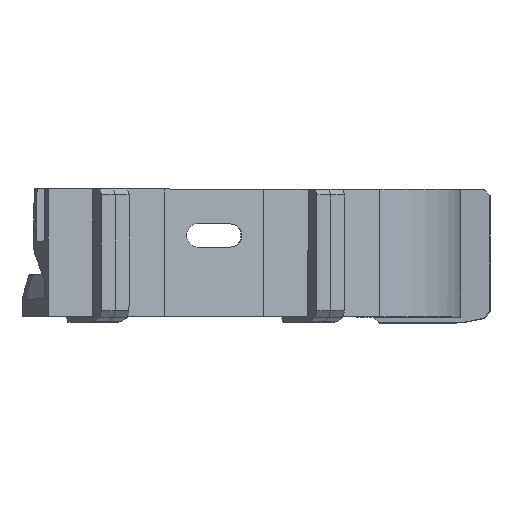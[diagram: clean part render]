
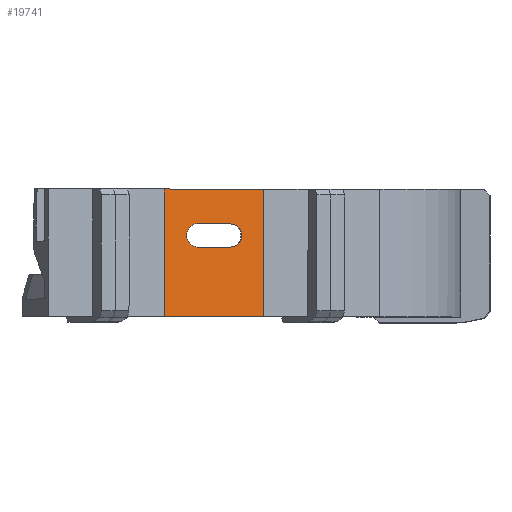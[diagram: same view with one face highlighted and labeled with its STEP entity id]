
A CAD part, left-side view. The second image highlights one B-rep face of the part: STEP entity #19741.
In plain terms, the highlighted face is planar.
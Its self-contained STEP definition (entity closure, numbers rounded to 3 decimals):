
#19465 = VERTEX_POINT('',#19466);
#19466 = CARTESIAN_POINT('',(3.,0.,16.));
#19473 = CYLINDRICAL_SURFACE('',#19474,2.);
#19474 = AXIS2_PLACEMENT_3D('',#19475,#19476,#19477);
#19475 = CARTESIAN_POINT('',(3.,24.,14.));
#19476 = DIRECTION('',(-0.,1.,0.));
#19477 = DIRECTION('',(0.,0.,-1.));
#19485 = PLANE('',#19486);
#19486 = AXIS2_PLACEMENT_3D('',#19487,#19488,#19489);
#19487 = CARTESIAN_POINT('',(3.,24.,16.));
#19488 = DIRECTION('',(0.,0.,-1.));
#19489 = DIRECTION('',(-1.,0.,-0.));
#19527 = VERTEX_POINT('',#19528);
#19528 = CARTESIAN_POINT('',(3.,0.,12.));
#19542 = PLANE('',#19543);
#19543 = AXIS2_PLACEMENT_3D('',#19544,#19545,#19546);
#19544 = CARTESIAN_POINT('',(-3.,24.,12.));
#19545 = DIRECTION('',(0.,0.,1.));
#19546 = DIRECTION('',(1.,0.,0.));
#19554 = EDGE_CURVE('',#19465,#19527,#19555,.T.);
#19555 = SURFACE_CURVE('',#19556,(#19561,#19568),.PCURVE_S1.);
#19556 = CIRCLE('',#19557,2.);
#19557 = AXIS2_PLACEMENT_3D('',#19558,#19559,#19560);
#19558 = CARTESIAN_POINT('',(3.,0.,14.));
#19559 = DIRECTION('',(0.,1.,0.));
#19560 = DIRECTION('',(0.,0.,-1.));
#19561 = PCURVE('',#19473,#19562);
#19562 = DEFINITIONAL_REPRESENTATION('',(#19563),#19567);
#19563 = LINE('',#19564,#19565);
#19564 = CARTESIAN_POINT('',(-6.283,-24.));
#19565 = VECTOR('',#19566,1.);
#19566 = DIRECTION('',(1.,-0.));
#19567 = ( GEOMETRIC_REPRESENTATION_CONTEXT(2) 
PARAMETRIC_REPRESENTATION_CONTEXT() REPRESENTATION_CONTEXT('2D SPACE',''
  ) );
#19568 = PCURVE('',#19569,#19574);
#19569 = PLANE('',#19570);
#19570 = AXIS2_PLACEMENT_3D('',#19571,#19572,#19573);
#19571 = CARTESIAN_POINT('',(0.,0.,0.));
#19572 = DIRECTION('',(0.,1.,-0.));
#19573 = DIRECTION('',(0.,0.,1.));
#19574 = DEFINITIONAL_REPRESENTATION('',(#19575),#19579);
#19575 = CIRCLE('',#19576,2.);
#19576 = AXIS2_PLACEMENT_2D('',#19577,#19578);
#19577 = CARTESIAN_POINT('',(14.,3.));
#19578 = DIRECTION('',(-1.,0.));
#19579 = ( GEOMETRIC_REPRESENTATION_CONTEXT(2) 
PARAMETRIC_REPRESENTATION_CONTEXT() REPRESENTATION_CONTEXT('2D SPACE',''
  ) );
#19587 = VERTEX_POINT('',#19588);
#19588 = CARTESIAN_POINT('',(-3.,0.,16.));
#19602 = CYLINDRICAL_SURFACE('',#19603,2.);
#19603 = AXIS2_PLACEMENT_3D('',#19604,#19605,#19606);
#19604 = CARTESIAN_POINT('',(-3.,24.,14.));
#19605 = DIRECTION('',(-0.,1.,0.));
#19606 = DIRECTION('',(0.,0.,1.));
#19641 = EDGE_CURVE('',#19465,#19587,#19642,.T.);
#19642 = SURFACE_CURVE('',#19643,(#19647,#19653),.PCURVE_S1.);
#19643 = LINE('',#19644,#19645);
#19644 = CARTESIAN_POINT('',(1.5,0.,16.));
#19645 = VECTOR('',#19646,1.);
#19646 = DIRECTION('',(-1.,0.,0.));
#19647 = PCURVE('',#19485,#19648);
#19648 = DEFINITIONAL_REPRESENTATION('',(#19649),#19652);
#19649 = B_SPLINE_CURVE_WITH_KNOTS('',1,(#19650,#19651),.UNSPECIFIED.,
  .F.,.F.,(2,2),(-1.5,4.5),.PIECEWISE_BEZIER_KNOTS.);
#19650 = CARTESIAN_POINT('',(0.,-24.));
#19651 = CARTESIAN_POINT('',(6.,-24.));
#19652 = ( GEOMETRIC_REPRESENTATION_CONTEXT(2) 
PARAMETRIC_REPRESENTATION_CONTEXT() REPRESENTATION_CONTEXT('2D SPACE',''
  ) );
#19653 = PCURVE('',#19569,#19654);
#19654 = DEFINITIONAL_REPRESENTATION('',(#19655),#19658);
#19655 = B_SPLINE_CURVE_WITH_KNOTS('',1,(#19656,#19657),.UNSPECIFIED.,
  .F.,.F.,(2,2),(-1.5,4.5),.PIECEWISE_BEZIER_KNOTS.);
#19656 = CARTESIAN_POINT('',(16.,3.));
#19657 = CARTESIAN_POINT('',(16.,-3.));
#19658 = ( GEOMETRIC_REPRESENTATION_CONTEXT(2) 
PARAMETRIC_REPRESENTATION_CONTEXT() REPRESENTATION_CONTEXT('2D SPACE',''
  ) );
#19741 = ADVANCED_FACE('',(#19742,#19856),#19569,.F.);
#19742 = FACE_BOUND('',#19743,.F.);
#19743 = EDGE_LOOP('',(#19744,#19774,#19802,#19830));
#19744 = ORIENTED_EDGE('',*,*,#19745,.F.);
#19745 = EDGE_CURVE('',#19746,#19748,#19750,.T.);
#19746 = VERTEX_POINT('',#19747);
#19747 = CARTESIAN_POINT('',(-9.,0.,0.));
#19748 = VERTEX_POINT('',#19749);
#19749 = CARTESIAN_POINT('',(9.,0.,0.));
#19750 = SURFACE_CURVE('',#19751,(#19755,#19762),.PCURVE_S1.);
#19751 = LINE('',#19752,#19753);
#19752 = CARTESIAN_POINT('',(-9.,0.,0.));
#19753 = VECTOR('',#19754,1.);
#19754 = DIRECTION('',(1.,0.,0.));
#19755 = PCURVE('',#19569,#19756);
#19756 = DEFINITIONAL_REPRESENTATION('',(#19757),#19761);
#19757 = LINE('',#19758,#19759);
#19758 = CARTESIAN_POINT('',(0.,-9.));
#19759 = VECTOR('',#19760,1.);
#19760 = DIRECTION('',(0.,1.));
#19761 = ( GEOMETRIC_REPRESENTATION_CONTEXT(2) 
PARAMETRIC_REPRESENTATION_CONTEXT() REPRESENTATION_CONTEXT('2D SPACE',''
  ) );
#19762 = PCURVE('',#19763,#19768);
#19763 = PLANE('',#19764);
#19764 = AXIS2_PLACEMENT_3D('',#19765,#19766,#19767);
#19765 = CARTESIAN_POINT('',(0.,15.,0.));
#19766 = DIRECTION('',(0.,0.,1.));
#19767 = DIRECTION('',(0.,-1.,0.));
#19768 = DEFINITIONAL_REPRESENTATION('',(#19769),#19773);
#19769 = LINE('',#19770,#19771);
#19770 = CARTESIAN_POINT('',(15.,-9.));
#19771 = VECTOR('',#19772,1.);
#19772 = DIRECTION('',(0.,1.));
#19773 = ( GEOMETRIC_REPRESENTATION_CONTEXT(2) 
PARAMETRIC_REPRESENTATION_CONTEXT() REPRESENTATION_CONTEXT('2D SPACE',''
  ) );
#19774 = ORIENTED_EDGE('',*,*,#19775,.T.);
#19775 = EDGE_CURVE('',#19746,#19776,#19778,.T.);
#19776 = VERTEX_POINT('',#19777);
#19777 = CARTESIAN_POINT('',(-9.,0.,22.));
#19778 = SURFACE_CURVE('',#19779,(#19783,#19790),.PCURVE_S1.);
#19779 = LINE('',#19780,#19781);
#19780 = CARTESIAN_POINT('',(-9.,0.,0.));
#19781 = VECTOR('',#19782,1.);
#19782 = DIRECTION('',(0.,0.,1.));
#19783 = PCURVE('',#19569,#19784);
#19784 = DEFINITIONAL_REPRESENTATION('',(#19785),#19789);
#19785 = LINE('',#19786,#19787);
#19786 = CARTESIAN_POINT('',(0.,-9.));
#19787 = VECTOR('',#19788,1.);
#19788 = DIRECTION('',(1.,0.));
#19789 = ( GEOMETRIC_REPRESENTATION_CONTEXT(2) 
PARAMETRIC_REPRESENTATION_CONTEXT() REPRESENTATION_CONTEXT('2D SPACE',''
  ) );
#19790 = PCURVE('',#19791,#19796);
#19791 = PLANE('',#19792);
#19792 = AXIS2_PLACEMENT_3D('',#19793,#19794,#19795);
#19793 = CARTESIAN_POINT('',(-9.,4.162,7.662));
#19794 = DIRECTION('',(-1.,0.,0.));
#19795 = DIRECTION('',(0.,0.,1.));
#19796 = DEFINITIONAL_REPRESENTATION('',(#19797),#19801);
#19797 = LINE('',#19798,#19799);
#19798 = CARTESIAN_POINT('',(-7.662,-4.162));
#19799 = VECTOR('',#19800,1.);
#19800 = DIRECTION('',(1.,0.));
#19801 = ( GEOMETRIC_REPRESENTATION_CONTEXT(2) 
PARAMETRIC_REPRESENTATION_CONTEXT() REPRESENTATION_CONTEXT('2D SPACE',''
  ) );
#19802 = ORIENTED_EDGE('',*,*,#19803,.F.);
#19803 = EDGE_CURVE('',#19804,#19776,#19806,.T.);
#19804 = VERTEX_POINT('',#19805);
#19805 = CARTESIAN_POINT('',(9.,0.,22.));
#19806 = SURFACE_CURVE('',#19807,(#19811,#19818),.PCURVE_S1.);
#19807 = LINE('',#19808,#19809);
#19808 = CARTESIAN_POINT('',(9.,0.,22.));
#19809 = VECTOR('',#19810,1.);
#19810 = DIRECTION('',(-1.,0.,0.));
#19811 = PCURVE('',#19569,#19812);
#19812 = DEFINITIONAL_REPRESENTATION('',(#19813),#19817);
#19813 = LINE('',#19814,#19815);
#19814 = CARTESIAN_POINT('',(22.,9.));
#19815 = VECTOR('',#19816,1.);
#19816 = DIRECTION('',(0.,-1.));
#19817 = ( GEOMETRIC_REPRESENTATION_CONTEXT(2) 
PARAMETRIC_REPRESENTATION_CONTEXT() REPRESENTATION_CONTEXT('2D SPACE',''
  ) );
#19818 = PCURVE('',#19819,#19824);
#19819 = PLANE('',#19820);
#19820 = AXIS2_PLACEMENT_3D('',#19821,#19822,#19823);
#19821 = CARTESIAN_POINT('',(0.,0.,22.));
#19822 = DIRECTION('',(0.,0.,-1.));
#19823 = DIRECTION('',(0.,1.,0.));
#19824 = DEFINITIONAL_REPRESENTATION('',(#19825),#19829);
#19825 = LINE('',#19826,#19827);
#19826 = CARTESIAN_POINT('',(0.,9.));
#19827 = VECTOR('',#19828,1.);
#19828 = DIRECTION('',(0.,-1.));
#19829 = ( GEOMETRIC_REPRESENTATION_CONTEXT(2) 
PARAMETRIC_REPRESENTATION_CONTEXT() REPRESENTATION_CONTEXT('2D SPACE',''
  ) );
#19830 = ORIENTED_EDGE('',*,*,#19831,.F.);
#19831 = EDGE_CURVE('',#19748,#19804,#19832,.T.);
#19832 = SURFACE_CURVE('',#19833,(#19837,#19844),.PCURVE_S1.);
#19833 = LINE('',#19834,#19835);
#19834 = CARTESIAN_POINT('',(9.,0.,0.));
#19835 = VECTOR('',#19836,1.);
#19836 = DIRECTION('',(0.,0.,1.));
#19837 = PCURVE('',#19569,#19838);
#19838 = DEFINITIONAL_REPRESENTATION('',(#19839),#19843);
#19839 = LINE('',#19840,#19841);
#19840 = CARTESIAN_POINT('',(0.,9.));
#19841 = VECTOR('',#19842,1.);
#19842 = DIRECTION('',(1.,0.));
#19843 = ( GEOMETRIC_REPRESENTATION_CONTEXT(2) 
PARAMETRIC_REPRESENTATION_CONTEXT() REPRESENTATION_CONTEXT('2D SPACE',''
  ) );
#19844 = PCURVE('',#19845,#19850);
#19845 = PLANE('',#19846);
#19846 = AXIS2_PLACEMENT_3D('',#19847,#19848,#19849);
#19847 = CARTESIAN_POINT('',(9.,4.162,7.662));
#19848 = DIRECTION('',(-1.,0.,0.));
#19849 = DIRECTION('',(0.,0.,1.));
#19850 = DEFINITIONAL_REPRESENTATION('',(#19851),#19855);
#19851 = LINE('',#19852,#19853);
#19852 = CARTESIAN_POINT('',(-7.662,-4.162));
#19853 = VECTOR('',#19854,1.);
#19854 = DIRECTION('',(1.,0.));
#19855 = ( GEOMETRIC_REPRESENTATION_CONTEXT(2) 
PARAMETRIC_REPRESENTATION_CONTEXT() REPRESENTATION_CONTEXT('2D SPACE',''
  ) );
#19856 = FACE_BOUND('',#19857,.F.);
#19857 = EDGE_LOOP('',(#19858,#19859,#19860,#19884));
#19858 = ORIENTED_EDGE('',*,*,#19554,.F.);
#19859 = ORIENTED_EDGE('',*,*,#19641,.T.);
#19860 = ORIENTED_EDGE('',*,*,#19861,.F.);
#19861 = EDGE_CURVE('',#19862,#19587,#19864,.T.);
#19862 = VERTEX_POINT('',#19863);
#19863 = CARTESIAN_POINT('',(-3.,0.,12.));
#19864 = SURFACE_CURVE('',#19865,(#19870,#19877),.PCURVE_S1.);
#19865 = CIRCLE('',#19866,2.);
#19866 = AXIS2_PLACEMENT_3D('',#19867,#19868,#19869);
#19867 = CARTESIAN_POINT('',(-3.,0.,14.));
#19868 = DIRECTION('',(-0.,1.,0.));
#19869 = DIRECTION('',(0.,0.,1.));
#19870 = PCURVE('',#19569,#19871);
#19871 = DEFINITIONAL_REPRESENTATION('',(#19872),#19876);
#19872 = CIRCLE('',#19873,2.);
#19873 = AXIS2_PLACEMENT_2D('',#19874,#19875);
#19874 = CARTESIAN_POINT('',(14.,-3.));
#19875 = DIRECTION('',(1.,0.));
#19876 = ( GEOMETRIC_REPRESENTATION_CONTEXT(2) 
PARAMETRIC_REPRESENTATION_CONTEXT() REPRESENTATION_CONTEXT('2D SPACE',''
  ) );
#19877 = PCURVE('',#19602,#19878);
#19878 = DEFINITIONAL_REPRESENTATION('',(#19879),#19883);
#19879 = LINE('',#19880,#19881);
#19880 = CARTESIAN_POINT('',(-6.283,-24.));
#19881 = VECTOR('',#19882,1.);
#19882 = DIRECTION('',(1.,-0.));
#19883 = ( GEOMETRIC_REPRESENTATION_CONTEXT(2) 
PARAMETRIC_REPRESENTATION_CONTEXT() REPRESENTATION_CONTEXT('2D SPACE',''
  ) );
#19884 = ORIENTED_EDGE('',*,*,#19885,.T.);
#19885 = EDGE_CURVE('',#19862,#19527,#19886,.T.);
#19886 = SURFACE_CURVE('',#19887,(#19891,#19897),.PCURVE_S1.);
#19887 = LINE('',#19888,#19889);
#19888 = CARTESIAN_POINT('',(-1.5,0.,12.));
#19889 = VECTOR('',#19890,1.);
#19890 = DIRECTION('',(1.,-0.,0.));
#19891 = PCURVE('',#19569,#19892);
#19892 = DEFINITIONAL_REPRESENTATION('',(#19893),#19896);
#19893 = B_SPLINE_CURVE_WITH_KNOTS('',1,(#19894,#19895),.UNSPECIFIED.,
  .F.,.F.,(2,2),(-1.5,4.5),.PIECEWISE_BEZIER_KNOTS.);
#19894 = CARTESIAN_POINT('',(12.,-3.));
#19895 = CARTESIAN_POINT('',(12.,3.));
#19896 = ( GEOMETRIC_REPRESENTATION_CONTEXT(2) 
PARAMETRIC_REPRESENTATION_CONTEXT() REPRESENTATION_CONTEXT('2D SPACE',''
  ) );
#19897 = PCURVE('',#19542,#19898);
#19898 = DEFINITIONAL_REPRESENTATION('',(#19899),#19902);
#19899 = B_SPLINE_CURVE_WITH_KNOTS('',1,(#19900,#19901),.UNSPECIFIED.,
  .F.,.F.,(2,2),(-1.5,4.5),.PIECEWISE_BEZIER_KNOTS.);
#19900 = CARTESIAN_POINT('',(0.,-24.));
#19901 = CARTESIAN_POINT('',(6.,-24.));
#19902 = ( GEOMETRIC_REPRESENTATION_CONTEXT(2) 
PARAMETRIC_REPRESENTATION_CONTEXT() REPRESENTATION_CONTEXT('2D SPACE',''
  ) );
